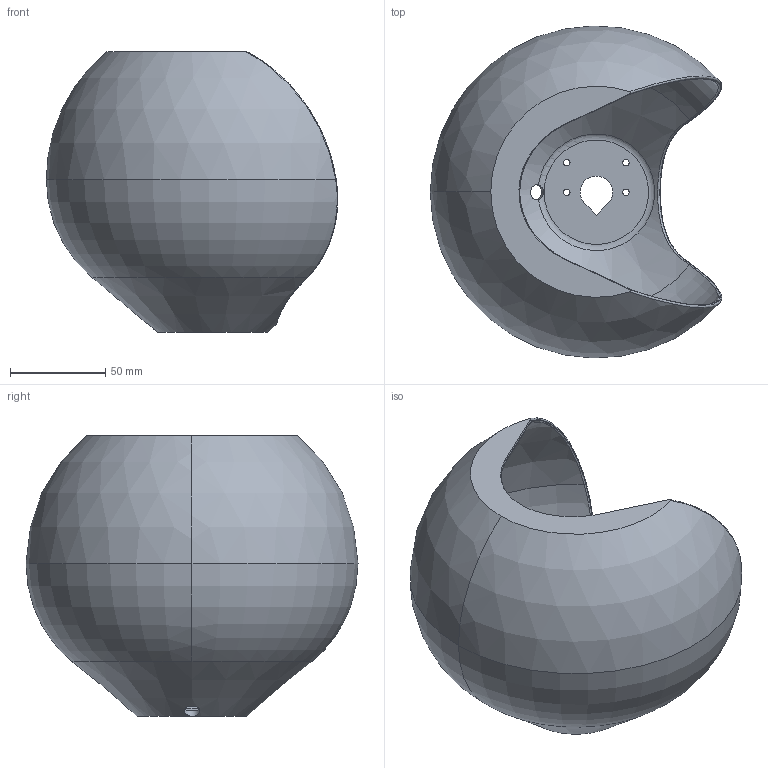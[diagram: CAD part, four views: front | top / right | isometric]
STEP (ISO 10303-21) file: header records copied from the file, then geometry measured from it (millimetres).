
FILE_DESCRIPTION(('FreeCAD Model'),'2;1');
FILE_NAME('Open CASCADE Shape Model','2024-11-13T18:53:19',(''),(''), 'Open CASCADE STEP processor 7.7','FreeCAD','Unknown');
FILE_SCHEMA(('AUTOMOTIVE_DESIGN { 1 0 10303 214 1 1 1 1 }'));
Length unit declared in the file: millimetre
Products named in the file (1): optional-spherical-dome
Bounding box: 152.66 x 173.96 x 147.13 mm (x, y, z)
Volume: 128575.1 mm3; surface area: 127283 mm2
Topology: 1 solids, 1 shells, 48 faces, 119 edges, 71 vertices
Faces by surface type: bspline 17, cylinder 10, plane 8, sphere 4, revolution 4, torus 3, cone 2
Full cylindrical faces by diameter (mm): 3.4 x4, 8 x1
Entity records: 4370 total; most frequent: CARTESIAN_POINT 3378, ORIENTED_EDGE 238, DIRECTION 167, EDGE_CURVE 119, VERTEX_POINT 71, AXIS2_PLACEMENT_3D 69, FACE_BOUND 58, EDGE_LOOP 58
